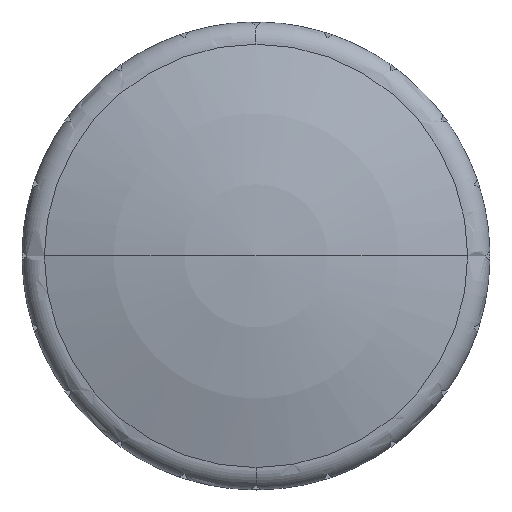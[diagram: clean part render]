
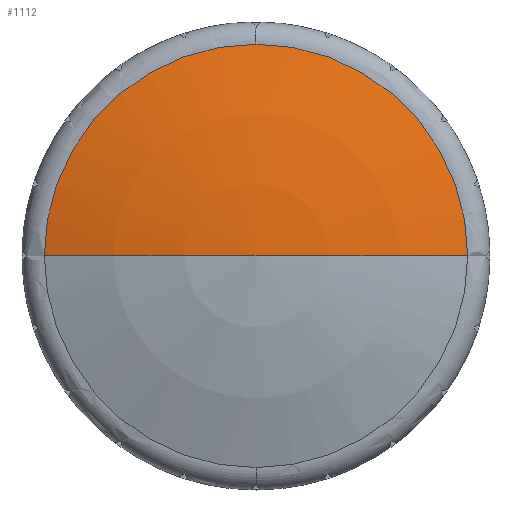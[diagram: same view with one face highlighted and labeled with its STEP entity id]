
A CAD part, top view. The second image highlights one B-rep face of the part: STEP entity #1112.
In plain terms, the highlighted spherical face has radius 30.834 mm.
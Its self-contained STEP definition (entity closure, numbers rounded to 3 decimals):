
#1112=ADVANCED_FACE('',(#2591),#2592,.T.);
#1258=VERTEX_POINT('',#2755);
#1564=VERTEX_POINT('',#3091);
#1600=VERTEX_POINT('',#3132);
#1752=EDGE_CURVE('',#1600,#1962,#3303,.T.);
#1818=EDGE_CURVE('',#1564,#1962,#3376,.T.);
#1962=VERTEX_POINT('',#3533);
#2008=EDGE_CURVE('',#1258,#1600,#3582,.T.);
#2062=EDGE_CURVE('',#1258,#1564,#3639,.T.);
#2591=FACE_OUTER_BOUND('',#4482,.T.);
#2592=SPHERICAL_SURFACE('',#4483,30.834);
#2755=CARTESIAN_POINT('',(9.5,0.,15.));
#3091=CARTESIAN_POINT('',(0.0,0.0,16.5));
#3132=CARTESIAN_POINT('',(0.,9.5,15.));
#3303=CIRCLE('',#5655,9.5);
#3376=CIRCLE('',#5800,30.834);
#3533=CARTESIAN_POINT('',(-9.5,0.,15.));
#3582=CIRCLE('',#6174,9.5);
#3639=CIRCLE('',#6300,30.834);
#4482=EDGE_LOOP('',(#6897,#6898,#6899,#6900));
#4483=AXIS2_PLACEMENT_3D('',#6901,#6902,#6903);
#5655=AXIS2_PLACEMENT_3D('',#7760,#7761,#7762);
#5800=AXIS2_PLACEMENT_3D('',#7836,#7837,#7838);
#6174=AXIS2_PLACEMENT_3D('',#8044,#8045,#8046);
#6300=AXIS2_PLACEMENT_3D('',#8122,#8123,#8124);
#6897=ORIENTED_EDGE('',*,*,#2062,.F.);
#6898=ORIENTED_EDGE('',*,*,#2008,.T.);
#6899=ORIENTED_EDGE('',*,*,#1752,.T.);
#6900=ORIENTED_EDGE('',*,*,#1818,.F.);
#6901=CARTESIAN_POINT('',(0.0,0.0,-14.334));
#6902=DIRECTION('',(0.0,0.0,1.0));
#6903=DIRECTION('',(1.0,0.0,0.0));
#7760=CARTESIAN_POINT('',(0.0,0.,15.));
#7761=DIRECTION('',(0.0,0.,1.0));
#7762=DIRECTION('',(-1.0,0.0,0.0));
#7836=CARTESIAN_POINT('',(0.0,0.0,-14.334));
#7837=DIRECTION('',(0.,-1.0,0.0));
#7838=DIRECTION('',(0.0,0.0,1.0));
#8044=CARTESIAN_POINT('',(0.0,0.,15.));
#8045=DIRECTION('',(0.0,0.,1.0));
#8046=DIRECTION('',(-1.0,0.0,0.0));
#8122=CARTESIAN_POINT('',(0.0,0.0,-14.334));
#8123=DIRECTION('',(0.,-1.0,0.0));
#8124=DIRECTION('',(0.0,0.0,1.0));
